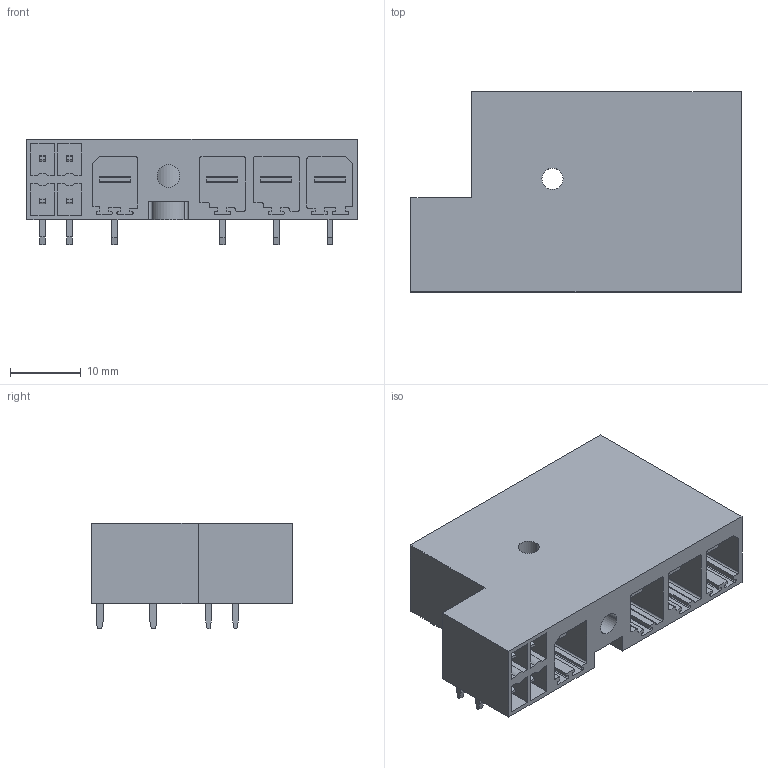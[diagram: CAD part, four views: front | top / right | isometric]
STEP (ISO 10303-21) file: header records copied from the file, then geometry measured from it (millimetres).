
FILE_DESCRIPTION(('CATIA V5 STEP Exchange','CAx-IF Rec.Pracs.--- Model Styling and Organization---1.2---2011-12-15'),'2;1');
FILE_NAME ('D1448397_0', '2018-11-27T11:53:20+00:00', ('none'), ('Weidmueller'), 'CATIA Version 5-6 Release 2014', 'CATIA V5 STEP AP214', 'none');
FILE_SCHEMA(('AUTOMOTIVE_DESIGN { 1 0 10303 214 1 1 1 1 }'));
Length unit declared in the file: millimetre
Products named in the file (1): 1089820000
Bounding box: 46.69 x 28.3 x 14.9 mm (x, y, z)
Volume: 9571.1 mm3; surface area: 9070.3 mm2
Topology: 9 solids, 9 shells, 438 faces, 1233 edges, 817 vertices
Faces by surface type: plane 377, cylinder 61
Entity records: 11574 total; most frequent: ORIENTED_EDGE 2466, CARTESIAN_POINT 1921, DIRECTION 1421, EDGE_CURVE 1057, VECTOR 951, LINE 951, VERTEX_POINT 681, EDGE_LOOP 470
